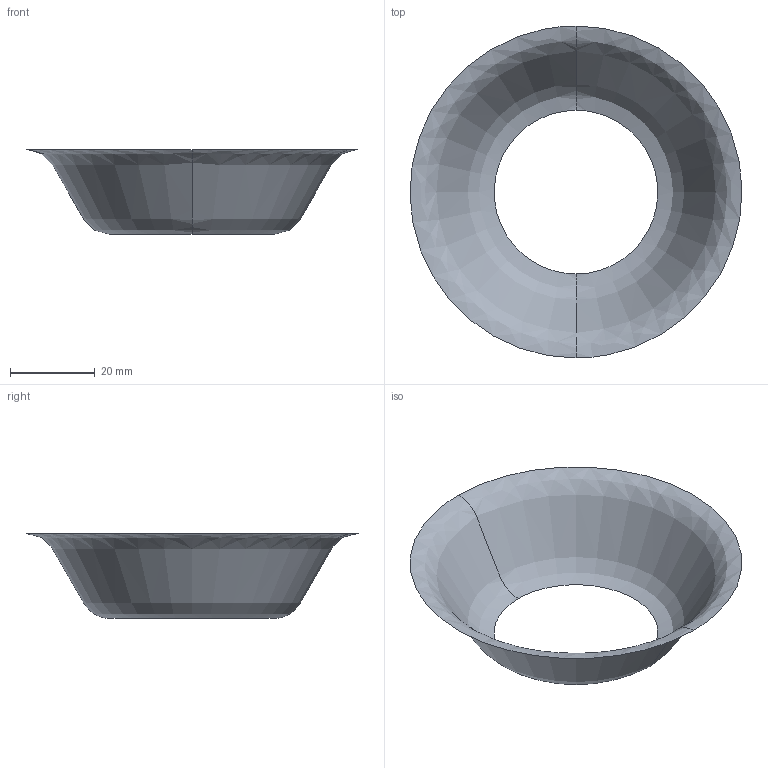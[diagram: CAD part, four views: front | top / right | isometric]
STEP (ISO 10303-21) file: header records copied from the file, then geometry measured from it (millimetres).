
FILE_DESCRIPTION (( 'STEP AP203' ), '1' );
FILE_NAME ('Cone60_OD70_H20_F7.2.STEP', '2015-10-24T05:34:25', ( 'Rakesh' ), ( 'IITK' ), 'SwSTEP 2.0', 'SolidWorks 2007', '' );
FILE_SCHEMA (( 'CONFIG_CONTROL_DESIGN' ));
Length unit declared in the file: millimetre
Products named in the file (1): Cone60_OD70_H20_F7.2
Bounding box: 78.31 x 78.31 x 20 mm (x, y, z)
Surface area: 5475.5 mm2 (no closed solid volume)
Topology: 0 solids, 1 shells, 2 faces, 6 edges, 4 vertices
Faces by surface type: bspline 2
Entity records: 897 total; most frequent: CARTESIAN_POINT 781, PERSON_AND_ORGANIZATION 8, ORIENTED_EDGE 8, B_SPLINE_CURVE_WITH_KNOTS 6, EDGE_CURVE 6, CC_DESIGN_PERSON_AND_ORGANIZATION_ASSIGNMENT 5, PERSON_AND_ORGANIZATION_ROLE 5, DATE_AND_TIME 5
